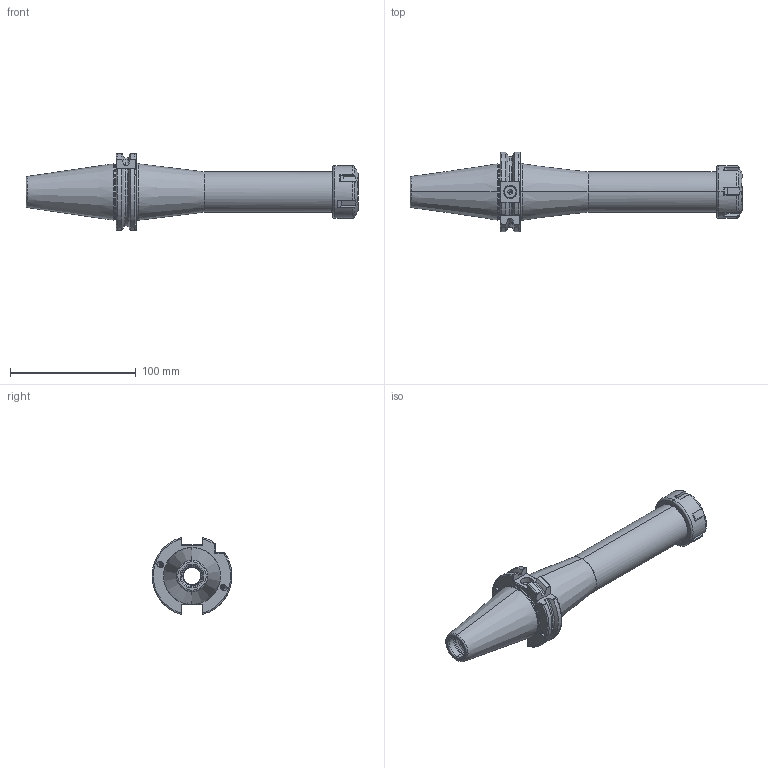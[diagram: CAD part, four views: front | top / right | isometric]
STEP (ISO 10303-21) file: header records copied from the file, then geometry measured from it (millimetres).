
FILE_DESCRIPTION (( 'STEP AP203' ), '1' );
FILE_NAME ('403.02.16.3.STEP', '2016-07-16T05:08:50', ( '' ), ( '' ), 'SwSTEP 2.0', 'SolidWorks 2012', '' );
FILE_SCHEMA (( 'CONFIG_CONTROL_DESIGN' ));
Length unit declared in the file: millimetre
Products named in the file (3): 403.02.16.3; 2-01.100.0250200C7_ER25螺帽(六溝)
Assembly tree (2 placements, depth 2):
  403.02.16.3
    403.02.16.3
    2-01.100.0250200C7_ER25螺帽(六溝)
Bounding box: 263.5 x 63.33 x 61.24 mm (x, y, z)
Volume: 231710.8 mm3; surface area: 57080.6 mm2
Topology: 2 solids, 2 shells, 407 faces, 1081 edges, 674 vertices
Faces by surface type: cylinder 154, plane 90, torus 62, bspline 61, cone 40
Entity records: 24738 total; most frequent: CARTESIAN_POINT 15703, ORIENTED_EDGE 2142, DIRECTION 1471, EDGE_CURVE 1071, VERTEX_POINT 674, AXIS2_PLACEMENT_3D 579, EDGE_LOOP 421, ADVANCED_FACE 407
